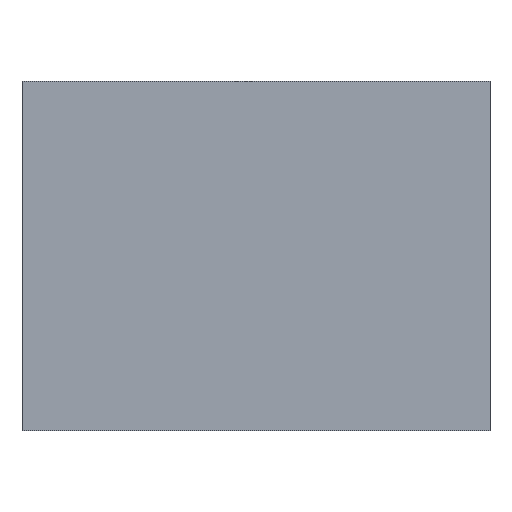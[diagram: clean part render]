
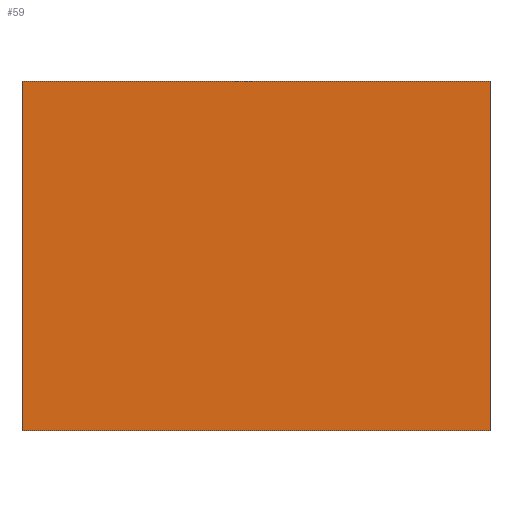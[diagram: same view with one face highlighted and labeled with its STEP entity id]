
A CAD part, front view. The second image highlights one B-rep face of the part: STEP entity #59.
In plain terms, the highlighted planar face has unit normal (0, -1, 0).
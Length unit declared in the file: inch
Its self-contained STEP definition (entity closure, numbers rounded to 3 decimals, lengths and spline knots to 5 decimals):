
#5 = VECTOR ( 'NONE', #42, 39.37008 ) ;
#24 = CARTESIAN_POINT ( 'NONE',  ( 0., -0.0625, 0. ) ) ;
#35 = VECTOR ( 'NONE', #181, 39.37008 ) ;
#42 = DIRECTION ( 'NONE',  ( -1., 0., 0. ) ) ;
#59 = ADVANCED_FACE ( 'NONE', ( #796 ), #581, .T. ) ;
#104 = VERTEX_POINT ( 'NONE', #744 ) ;
#181 = DIRECTION ( 'NONE',  ( 1., 0., 0. ) ) ;
#205 = EDGE_CURVE ( 'NONE', #226, #104, #883, .T. ) ;
#214 = AXIS2_PLACEMENT_3D ( 'NONE', #24, #866, #575 ) ;
#226 = VERTEX_POINT ( 'NONE', #540 ) ;
#237 = ORIENTED_EDGE ( 'NONE', *, *, #869, .T. ) ;
#257 = LINE ( 'NONE', #809, #5 ) ;
#299 = EDGE_LOOP ( 'NONE', ( #237, #702, #829, #533 ) ) ;
#375 = CARTESIAN_POINT ( 'NONE',  ( 4.81, -0.0625, 3.595 ) ) ;
#402 = VECTOR ( 'NONE', #748, 39.37008 ) ;
#475 = EDGE_CURVE ( 'NONE', #617, #226, #910, .T. ) ;
#533 = ORIENTED_EDGE ( 'NONE', *, *, #205, .T. ) ;
#540 = CARTESIAN_POINT ( 'NONE',  ( -4.81, -0.0625, -3.595 ) ) ;
#575 = DIRECTION ( 'NONE',  ( 0., 0., -1. ) ) ;
#581 = PLANE ( 'NONE',  #214 ) ;
#617 = VERTEX_POINT ( 'NONE', #631 ) ;
#631 = CARTESIAN_POINT ( 'NONE',  ( -4.81, -0.0625, 3.595 ) ) ;
#656 = VECTOR ( 'NONE', #782, 39.37008 ) ;
#702 = ORIENTED_EDGE ( 'NONE', *, *, #902, .T. ) ;
#744 = CARTESIAN_POINT ( 'NONE',  ( 4.81, -0.0625, -3.595 ) ) ;
#746 = VERTEX_POINT ( 'NONE', #375 ) ;
#748 = DIRECTION ( 'NONE',  ( 0., 0., 1. ) ) ;
#782 = DIRECTION ( 'NONE',  ( 0., 0., -1. ) ) ;
#796 = FACE_OUTER_BOUND ( 'NONE', #299, .T. ) ;
#803 = CARTESIAN_POINT ( 'NONE',  ( 4.81, -0.0625, -3.595 ) ) ;
#809 = CARTESIAN_POINT ( 'NONE',  ( 4.81, -0.0625, 3.595 ) ) ;
#814 = CARTESIAN_POINT ( 'NONE',  ( -4.81, -0.0625, -3.595 ) ) ;
#829 = ORIENTED_EDGE ( 'NONE', *, *, #475, .T. ) ;
#852 = CARTESIAN_POINT ( 'NONE',  ( -4.81, -0.0625, 3.595 ) ) ;
#866 = DIRECTION ( 'NONE',  ( 0., -1., 0. ) ) ;
#869 = EDGE_CURVE ( 'NONE', #104, #746, #879, .T. ) ;
#879 = LINE ( 'NONE', #803, #402 ) ;
#883 = LINE ( 'NONE', #814, #35 ) ;
#902 = EDGE_CURVE ( 'NONE', #746, #617, #257, .T. ) ;
#910 = LINE ( 'NONE', #852, #656 ) ;
